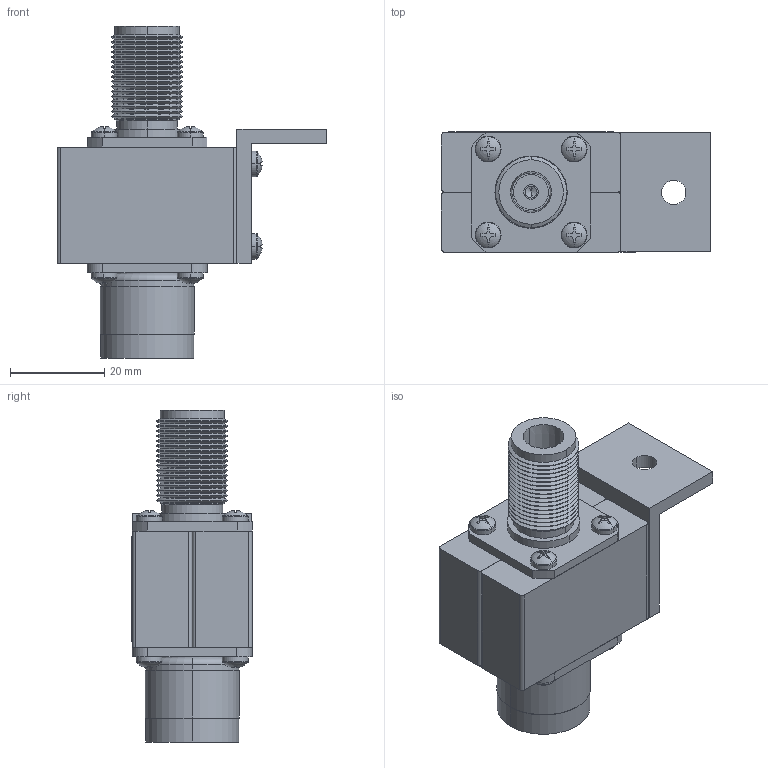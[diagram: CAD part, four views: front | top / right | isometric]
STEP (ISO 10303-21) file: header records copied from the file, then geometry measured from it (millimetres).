
FILE_DESCRIPTION (( 'STEP AP214' ), '1' );
FILE_NAME ('IS-B50LN-C0-ME.STEP', '2019-07-30T21:09:20', ( '' ), ( '' ), 'SwSTEP 2.0', 'SolidWorks 2019', '' );
FILE_SCHEMA (( 'AUTOMOTIVE_DESIGN' ));
Length unit declared in the file: inch
Products named in the file (14): 7020-0428; 2012-6100-02; 9040-0594; IS-B50LN-C0-ME; 5210-0018; Solder_2600-166; 9040-0593; 2011-6101-01; 5100-0002; 7020-0772_Hidden; 2012-6100; 7050-0010_Hidden; 5330-001; 1081-0251-05
Assembly tree (21 placements, depth 4):
  IS-B50LN-C0-ME
    5210-0018
    5100-0002
    7020-0428
    9040-0594
      5330-001
    9040-0593
      2012-6100-02
        2012-6100
    2011-6101-01
    1081-0251-05  x12
  Solder_2600-166
  7020-0772_Hidden
  7050-0010_Hidden
Bounding box: 57.15 x 25.53 x 70.36 mm (x, y, z)
Volume: 31429.2 mm3; surface area: 22105.9 mm2
Topology: 18 solids, 18 shells, 2765 faces, 6738 edges, 4101 vertices
Faces by surface type: plane 1184, cone 700, cylinder 655, bspline 170, torus 54, sphere 2
Entity records: 70843 total; most frequent: CARTESIAN_POINT 18146, ORIENTED_EDGE 8372, DIRECTION 7339, EDGE_CURVE 4186, VECTOR 3141, LINE 3141, VERTEX_POINT 2704, AXIS2_PLACEMENT_3D 2099
